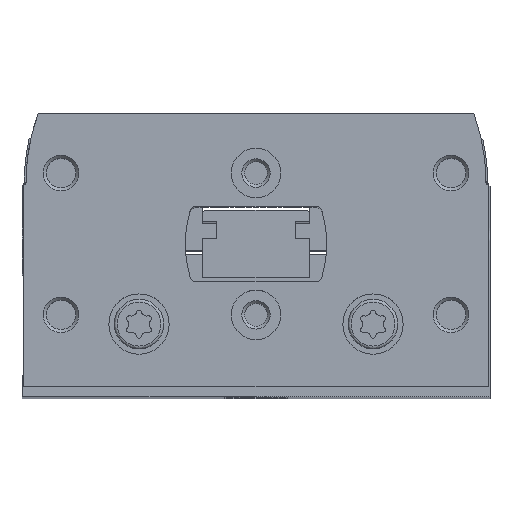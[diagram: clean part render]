
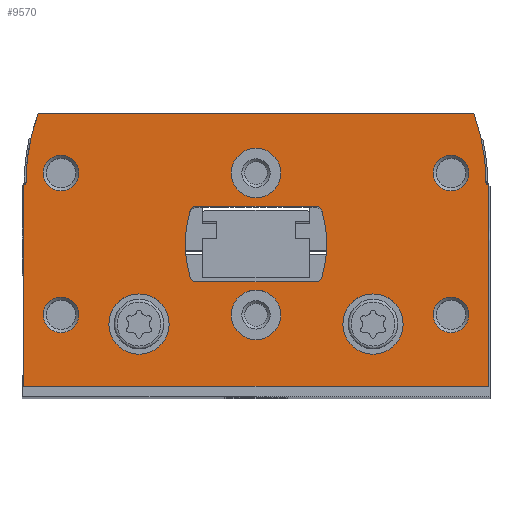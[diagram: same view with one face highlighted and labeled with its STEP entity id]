
A CAD part, top view. The second image highlights one B-rep face of the part: STEP entity #9570.
In plain terms, the highlighted planar face has unit normal (0, 0, 1).
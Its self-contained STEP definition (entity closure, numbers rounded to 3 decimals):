
#446=LINE('',#14836,#968);
#451=LINE('',#14846,#973);
#469=LINE('',#14892,#991);
#475=LINE('',#14904,#997);
#488=LINE('',#14974,#1010);
#490=LINE('',#14980,#1012);
#491=LINE('',#15014,#1013);
#492=LINE('',#15034,#1014);
#968=VECTOR('',#12224,1000.);
#973=VECTOR('',#12231,1000.);
#991=VECTOR('',#12267,1000.);
#997=VECTOR('',#12277,1000.);
#1010=VECTOR('',#12332,1000.);
#1012=VECTOR('',#12340,1000.);
#1013=VECTOR('',#12375,1000.);
#1014=VECTOR('',#12396,1000.);
#1278=PLANE('',#10399);
#2573=ORIENTED_EDGE('',*,*,#4213,.F.);
#2574=ORIENTED_EDGE('',*,*,#4214,.F.);
#2575=ORIENTED_EDGE('',*,*,#4215,.T.);
#2576=ORIENTED_EDGE('',*,*,#4216,.T.);
#2577=ORIENTED_EDGE('',*,*,#4217,.T.);
#2578=ORIENTED_EDGE('',*,*,#4218,.T.);
#2579=ORIENTED_EDGE('',*,*,#4219,.T.);
#2580=ORIENTED_EDGE('',*,*,#4220,.T.);
#2581=ORIENTED_EDGE('',*,*,#4173,.F.);
#2582=ORIENTED_EDGE('',*,*,#4191,.F.);
#2583=ORIENTED_EDGE('',*,*,#4185,.F.);
#2584=ORIENTED_EDGE('',*,*,#4182,.F.);
#2585=ORIENTED_EDGE('',*,*,#4221,.F.);
#2586=ORIENTED_EDGE('',*,*,#4222,.F.);
#2587=ORIENTED_EDGE('',*,*,#4223,.F.);
#2588=ORIENTED_EDGE('',*,*,#4176,.F.);
#2589=ORIENTED_EDGE('',*,*,#4160,.T.);
#2590=ORIENTED_EDGE('',*,*,#4154,.T.);
#2591=ORIENTED_EDGE('',*,*,#4195,.T.);
#2592=ORIENTED_EDGE('',*,*,#4125,.T.);
#2593=ORIENTED_EDGE('',*,*,#4130,.T.);
#2594=ORIENTED_EDGE('',*,*,#4134,.T.);
#2595=ORIENTED_EDGE('',*,*,#4212,.T.);
#2596=ORIENTED_EDGE('',*,*,#4166,.T.);
#4125=EDGE_CURVE('',#5061,#5060,#446,.T.);
#4130=EDGE_CURVE('',#5060,#5064,#451,.T.);
#4134=EDGE_CURVE('',#5064,#5066,#5650,.T.);
#4154=EDGE_CURVE('',#5081,#5083,#469,.T.);
#4160=EDGE_CURVE('',#5087,#5081,#475,.T.);
#4166=EDGE_CURVE('',#5092,#5087,#5656,.T.);
#4173=EDGE_CURVE('',#5096,#5097,#5659,.T.);
#4176=EDGE_CURVE('',#5097,#5098,#5660,.T.);
#4182=EDGE_CURVE('',#5102,#5103,#5663,.T.);
#4185=EDGE_CURVE('',#5103,#5105,#5664,.T.);
#4191=EDGE_CURVE('',#5105,#5096,#488,.T.);
#4195=EDGE_CURVE('',#5083,#5061,#490,.T.);
#4212=EDGE_CURVE('',#5066,#5092,#491,.T.);
#4213=EDGE_CURVE('',#5125,#5125,#5687,.T.);
#4214=EDGE_CURVE('',#5126,#5126,#5688,.T.);
#4215=EDGE_CURVE('',#5127,#5127,#5689,.T.);
#4216=EDGE_CURVE('',#5128,#5128,#5690,.T.);
#4217=EDGE_CURVE('',#5129,#5129,#5691,.T.);
#4218=EDGE_CURVE('',#5130,#5130,#5692,.T.);
#4219=EDGE_CURVE('',#5131,#5131,#5693,.T.);
#4220=EDGE_CURVE('',#5132,#5132,#5694,.T.);
#4221=EDGE_CURVE('',#5133,#5102,#5695,.T.);
#4222=EDGE_CURVE('',#5134,#5133,#492,.T.);
#4223=EDGE_CURVE('',#5098,#5134,#5696,.T.);
#5060=VERTEX_POINT('',#14835);
#5061=VERTEX_POINT('',#14837);
#5064=VERTEX_POINT('',#14845);
#5066=VERTEX_POINT('',#14852);
#5081=VERTEX_POINT('',#14886);
#5083=VERTEX_POINT('',#14891);
#5087=VERTEX_POINT('',#14902);
#5092=VERTEX_POINT('',#14917);
#5096=VERTEX_POINT('',#14931);
#5097=VERTEX_POINT('',#14933);
#5098=VERTEX_POINT('',#14941);
#5102=VERTEX_POINT('',#14954);
#5103=VERTEX_POINT('',#14956);
#5105=VERTEX_POINT('',#14965);
#5125=VERTEX_POINT('',#15017);
#5126=VERTEX_POINT('',#15019);
#5127=VERTEX_POINT('',#15021);
#5128=VERTEX_POINT('',#15023);
#5129=VERTEX_POINT('',#15025);
#5130=VERTEX_POINT('',#15027);
#5131=VERTEX_POINT('',#15029);
#5132=VERTEX_POINT('',#15031);
#5133=VERTEX_POINT('',#15033);
#5134=VERTEX_POINT('',#15035);
#5650=CIRCLE('',#10349,30.);
#5656=CIRCLE('',#10361,30.);
#5659=CIRCLE('',#10365,1.);
#5660=CIRCLE('',#10367,16.);
#5663=CIRCLE('',#10371,16.);
#5664=CIRCLE('',#10373,1.);
#5687=CIRCLE('',#10400,4.25);
#5688=CIRCLE('',#10401,4.25);
#5689=CIRCLE('',#10402,3.5);
#5690=CIRCLE('',#10403,3.5);
#5691=CIRCLE('',#10404,2.5);
#5692=CIRCLE('',#10405,2.5);
#5693=CIRCLE('',#10406,2.5);
#5694=CIRCLE('',#10407,2.5);
#5695=CIRCLE('',#10408,1.);
#5696=CIRCLE('',#10409,1.);
#6292=EDGE_LOOP('',(#2573));
#6293=EDGE_LOOP('',(#2574));
#6294=EDGE_LOOP('',(#2575));
#6295=EDGE_LOOP('',(#2576));
#6296=EDGE_LOOP('',(#2577));
#6297=EDGE_LOOP('',(#2578));
#6298=EDGE_LOOP('',(#2579));
#6299=EDGE_LOOP('',(#2580));
#6300=EDGE_LOOP('',(#2581,#2582,#2583,#2584,#2585,#2586,#2587,#2588));
#6301=EDGE_LOOP('',(#2589,#2590,#2591,#2592,#2593,#2594,#2595,#2596));
#7030=FACE_BOUND('',#6292,.T.);
#7031=FACE_BOUND('',#6293,.T.);
#7032=FACE_BOUND('',#6294,.T.);
#7033=FACE_BOUND('',#6295,.T.);
#7034=FACE_BOUND('',#6296,.T.);
#7035=FACE_BOUND('',#6297,.T.);
#7036=FACE_BOUND('',#6298,.T.);
#7037=FACE_BOUND('',#6299,.T.);
#7038=FACE_BOUND('',#6300,.T.);
#7039=FACE_BOUND('',#6301,.T.);
#9570=ADVANCED_FACE('',(#7030,#7031,#7032,#7033,#7034,#7035,#7036,#7037,
#7038,#7039),#1278,.T.);
#10349=AXIS2_PLACEMENT_3D('',#14853,#12238,#12239);
#10361=AXIS2_PLACEMENT_3D('',#14916,#12288,#12289);
#10365=AXIS2_PLACEMENT_3D('',#14932,#12299,#12300);
#10367=AXIS2_PLACEMENT_3D('',#14940,#12304,#12305);
#10371=AXIS2_PLACEMENT_3D('',#14955,#12314,#12315);
#10373=AXIS2_PLACEMENT_3D('',#14964,#12319,#12320);
#10399=AXIS2_PLACEMENT_3D('',#15015,#12376,#12377);
#10400=AXIS2_PLACEMENT_3D('',#15016,#12378,#12379);
#10401=AXIS2_PLACEMENT_3D('',#15018,#12380,#12381);
#10402=AXIS2_PLACEMENT_3D('',#15020,#12382,#12383);
#10403=AXIS2_PLACEMENT_3D('',#15022,#12384,#12385);
#10404=AXIS2_PLACEMENT_3D('',#15024,#12386,#12387);
#10405=AXIS2_PLACEMENT_3D('',#15026,#12388,#12389);
#10406=AXIS2_PLACEMENT_3D('',#15028,#12390,#12391);
#10407=AXIS2_PLACEMENT_3D('',#15030,#12392,#12393);
#10408=AXIS2_PLACEMENT_3D('',#15032,#12394,#12395);
#10409=AXIS2_PLACEMENT_3D('',#15036,#12397,#12398);
#12224=DIRECTION('',(0.,1.,0.));
#12231=DIRECTION('',(-0.866,0.5,0.));
#12238=DIRECTION('',(0.,0.,1.));
#12239=DIRECTION('',(1.,0.,0.));
#12267=DIRECTION('',(0.,-1.,0.));
#12277=DIRECTION('',(-0.866,-0.5,0.));
#12288=DIRECTION('',(0.,0.,1.));
#12289=DIRECTION('',(1.,0.,0.));
#12299=DIRECTION('',(0.,0.,1.));
#12300=DIRECTION('',(1.,0.,0.));
#12304=DIRECTION('',(0.,0.,1.));
#12305=DIRECTION('',(1.,0.,0.));
#12314=DIRECTION('',(0.,0.,1.));
#12315=DIRECTION('',(1.,0.,0.));
#12319=DIRECTION('',(0.,0.,1.));
#12320=DIRECTION('',(1.,0.,0.));
#12332=DIRECTION('',(-1.,0.,0.));
#12340=DIRECTION('',(1.,0.,0.));
#12375=DIRECTION('',(-1.,0.,0.));
#12376=DIRECTION('',(0.,0.,1.));
#12377=DIRECTION('',(1.,0.,0.));
#12378=DIRECTION('',(0.,0.,1.));
#12379=DIRECTION('',(1.,0.,0.));
#12380=DIRECTION('',(0.,0.,1.));
#12381=DIRECTION('',(1.,0.,0.));
#12382=DIRECTION('',(0.,0.,-1.));
#12383=DIRECTION('',(-1.,0.,0.));
#12384=DIRECTION('',(0.,0.,-1.));
#12385=DIRECTION('',(-1.,0.,0.));
#12386=DIRECTION('',(0.,0.,-1.));
#12387=DIRECTION('',(-1.,0.,0.));
#12388=DIRECTION('',(0.,0.,-1.));
#12389=DIRECTION('',(-1.,0.,0.));
#12390=DIRECTION('',(0.,0.,-1.));
#12391=DIRECTION('',(-1.,0.,0.));
#12392=DIRECTION('',(0.,0.,-1.));
#12393=DIRECTION('',(-1.,0.,0.));
#12394=DIRECTION('',(0.,0.,1.));
#12395=DIRECTION('',(1.,0.,0.));
#12396=DIRECTION('',(1.,0.,0.));
#12397=DIRECTION('',(0.,0.,1.));
#12398=DIRECTION('',(1.,0.,0.));
#14835=CARTESIAN_POINT('',(32.75,28.327,0.));
#14836=CARTESIAN_POINT('',(32.75,0.,0.));
#14837=CARTESIAN_POINT('',(32.75,0.,0.));
#14845=CARTESIAN_POINT('',(32.45,28.5,0.));
#14846=CARTESIAN_POINT('',(32.75,28.327,0.));
#14852=CARTESIAN_POINT('',(30.734,38.5,0.));
#14853=CARTESIAN_POINT('',(2.45,28.5,0.));
#14886=CARTESIAN_POINT('',(-32.75,28.327,0.));
#14891=CARTESIAN_POINT('',(-32.75,0.,0.));
#14892=CARTESIAN_POINT('',(-32.75,28.327,0.));
#14902=CARTESIAN_POINT('',(-32.45,28.5,0.));
#14904=CARTESIAN_POINT('',(-32.45,28.5,0.));
#14916=CARTESIAN_POINT('',(-2.45,28.5,0.));
#14917=CARTESIAN_POINT('',(-30.734,38.5,0.));
#14931=CARTESIAN_POINT('',(-8.355,25.4,0.));
#14932=CARTESIAN_POINT('',(-8.355,24.4,0.));
#14933=CARTESIAN_POINT('',(-9.312,24.69,0.));
#14940=CARTESIAN_POINT('',(6.,20.05,0.));
#14941=CARTESIAN_POINT('',(-9.312,15.41,0.));
#14954=CARTESIAN_POINT('',(9.312,15.41,0.));
#14955=CARTESIAN_POINT('',(-6.,20.05,0.));
#14956=CARTESIAN_POINT('',(9.312,24.69,0.));
#14964=CARTESIAN_POINT('',(8.355,24.4,0.));
#14965=CARTESIAN_POINT('',(8.355,25.4,0.));
#14974=CARTESIAN_POINT('',(8.355,25.4,0.));
#14980=CARTESIAN_POINT('',(-32.75,0.,0.));
#15014=CARTESIAN_POINT('',(30.734,38.5,0.));
#15015=CARTESIAN_POINT('',(2.45,28.5,0.));
#15016=CARTESIAN_POINT('',(-16.5,8.75,0.));
#15017=CARTESIAN_POINT('',(-12.25,8.75,0.));
#15018=CARTESIAN_POINT('',(16.5,8.75,0.));
#15019=CARTESIAN_POINT('',(20.75,8.75,0.));
#15020=CARTESIAN_POINT('',(0.,10.05,0.));
#15021=CARTESIAN_POINT('',(-3.5,10.05,0.));
#15022=CARTESIAN_POINT('',(0.,30.05,0.));
#15023=CARTESIAN_POINT('',(-3.5,30.05,0.));
#15024=CARTESIAN_POINT('',(27.5,10.05,0.));
#15025=CARTESIAN_POINT('',(25.,10.05,0.));
#15026=CARTESIAN_POINT('',(-27.5,10.05,0.));
#15027=CARTESIAN_POINT('',(-30.,10.05,0.));
#15028=CARTESIAN_POINT('',(-27.5,30.05,0.));
#15029=CARTESIAN_POINT('',(-30.,30.05,0.));
#15030=CARTESIAN_POINT('',(27.5,30.05,0.));
#15031=CARTESIAN_POINT('',(25.,30.05,0.));
#15032=CARTESIAN_POINT('',(8.355,15.7,0.));
#15033=CARTESIAN_POINT('',(8.355,14.7,0.));
#15034=CARTESIAN_POINT('',(-8.355,14.7,0.));
#15035=CARTESIAN_POINT('',(-8.355,14.7,0.));
#15036=CARTESIAN_POINT('',(-8.355,15.7,0.));
